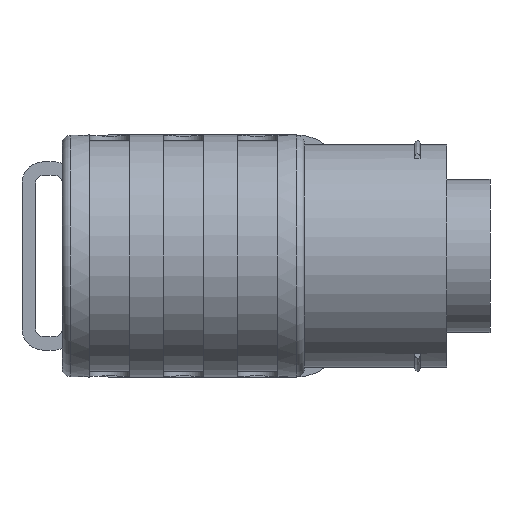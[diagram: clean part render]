
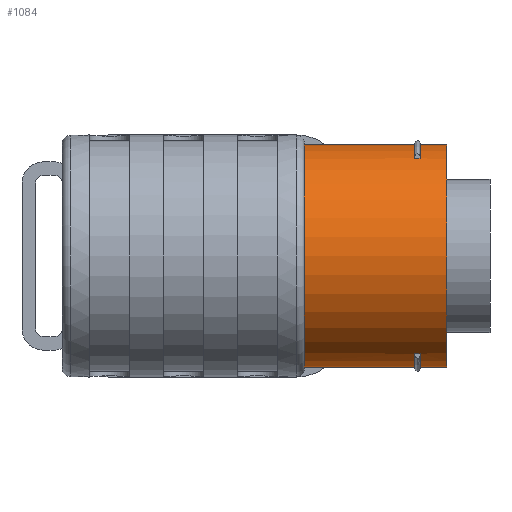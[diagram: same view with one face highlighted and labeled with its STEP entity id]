
A CAD part, front view. The second image highlights one B-rep face of the part: STEP entity #1084.
In plain terms, the highlighted cylindrical face has radius 4.15 mm (diameter 8.3 mm), a full revolution.
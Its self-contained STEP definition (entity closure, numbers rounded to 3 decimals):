
#568=LINE('',#6527,#840);
#569=LINE('',#6531,#841);
#570=LINE('',#6539,#842);
#571=LINE('',#6543,#843);
#840=VECTOR('',#5245,1.);
#841=VECTOR('',#5248,1.);
#842=VECTOR('',#5255,1.);
#843=VECTOR('',#5258,1.);
#1084=ADVANCED_FACE('',(#1434,#1435,#1436,#1437),#1326,.T.);
#1326=CYLINDRICAL_SURFACE('',#4499,4.15);
#1434=FACE_BOUND('',#1624,.T.);
#1435=FACE_BOUND('',#1625,.T.);
#1436=FACE_BOUND('',#1626,.T.);
#1437=FACE_BOUND('',#1627,.T.);
#1624=EDGE_LOOP('',(#2230,#2231,#2232,#2233));
#1625=EDGE_LOOP('',(#2234));
#1626=EDGE_LOOP('',(#2235));
#1627=EDGE_LOOP('',(#2236,#2237,#2238,#2239));
#2230=ORIENTED_EDGE('',*,*,#3684,.F.);
#2231=ORIENTED_EDGE('',*,*,#3685,.F.);
#2232=ORIENTED_EDGE('',*,*,#3686,.T.);
#2233=ORIENTED_EDGE('',*,*,#3687,.F.);
#2234=ORIENTED_EDGE('',*,*,#3688,.F.);
#2235=ORIENTED_EDGE('',*,*,#3689,.T.);
#2236=ORIENTED_EDGE('',*,*,#3690,.F.);
#2237=ORIENTED_EDGE('',*,*,#3691,.T.);
#2238=ORIENTED_EDGE('',*,*,#3692,.T.);
#2239=ORIENTED_EDGE('',*,*,#3693,.T.);
#3215=VERTEX_POINT('',#6525);
#3216=VERTEX_POINT('',#6526);
#3217=VERTEX_POINT('',#6528);
#3218=VERTEX_POINT('',#6530);
#3219=VERTEX_POINT('',#6533);
#3220=VERTEX_POINT('',#6535);
#3221=VERTEX_POINT('',#6537);
#3222=VERTEX_POINT('',#6538);
#3223=VERTEX_POINT('',#6540);
#3224=VERTEX_POINT('',#6542);
#3684=EDGE_CURVE('',#3215,#3216,#4197,.T.);
#3685=EDGE_CURVE('',#3217,#3215,#568,.T.);
#3686=EDGE_CURVE('',#3217,#3218,#4198,.T.);
#3687=EDGE_CURVE('',#3216,#3218,#569,.T.);
#3688=EDGE_CURVE('',#3219,#3219,#4199,.T.);
#3689=EDGE_CURVE('',#3220,#3220,#4200,.T.);
#3690=EDGE_CURVE('',#3221,#3222,#4201,.T.);
#3691=EDGE_CURVE('',#3221,#3223,#570,.T.);
#3692=EDGE_CURVE('',#3223,#3224,#4202,.T.);
#3693=EDGE_CURVE('',#3224,#3222,#571,.T.);
#4197=CIRCLE('',#4493,4.15);
#4198=CIRCLE('',#4494,4.15);
#4199=CIRCLE('',#4495,4.15);
#4200=CIRCLE('',#4496,4.15);
#4201=CIRCLE('',#4497,4.15);
#4202=CIRCLE('',#4498,4.15);
#4493=AXIS2_PLACEMENT_3D('',#6524,#5243,#5244);
#4494=AXIS2_PLACEMENT_3D('',#6529,#5246,#5247);
#4495=AXIS2_PLACEMENT_3D('',#6532,#5249,#5250);
#4496=AXIS2_PLACEMENT_3D('',#6534,#5251,#5252);
#4497=AXIS2_PLACEMENT_3D('',#6536,#5253,#5254);
#4498=AXIS2_PLACEMENT_3D('',#6541,#5256,#5257);
#4499=AXIS2_PLACEMENT_3D('',#6544,#5259,#5260);
#5243=DIRECTION('',(1.,0.,0.));
#5244=DIRECTION('',(0.,-1.,0.));
#5245=DIRECTION('',(-1.,0.,0.));
#5246=DIRECTION('',(1.,0.,0.));
#5247=DIRECTION('',(0.,-1.,0.));
#5248=DIRECTION('',(1.,0.,0.));
#5249=DIRECTION('',(1.,0.,0.));
#5250=DIRECTION('',(0.,1.,0.));
#5251=DIRECTION('',(1.,0.,0.));
#5252=DIRECTION('',(0.,1.,0.));
#5253=DIRECTION('',(1.,0.,0.));
#5254=DIRECTION('',(0.,-1.,0.));
#5255=DIRECTION('',(1.,0.,0.));
#5256=DIRECTION('',(1.,0.,0.));
#5257=DIRECTION('',(0.,-1.,0.));
#5258=DIRECTION('',(-1.,0.,0.));
#5259=DIRECTION('',(-1.,0.,0.));
#5260=DIRECTION('',(0.,1.,0.));
#6524=CARTESIAN_POINT('',(89.1,20.5,-3.5));
#6525=CARTESIAN_POINT('',(89.1,18.5,-7.136));
#6526=CARTESIAN_POINT('',(89.1,22.5,-7.136));
#6527=CARTESIAN_POINT('',(90.3,18.5,-7.136));
#6528=CARTESIAN_POINT('',(89.3,18.5,-7.136));
#6529=CARTESIAN_POINT('',(89.3,20.5,-3.5));
#6530=CARTESIAN_POINT('',(89.3,22.5,-7.136));
#6531=CARTESIAN_POINT('',(90.3,22.5,-7.136));
#6532=CARTESIAN_POINT('',(90.3,20.5,-3.5));
#6533=CARTESIAN_POINT('',(90.3,24.65,-3.5));
#6534=CARTESIAN_POINT('',(85.,20.5,-3.5));
#6535=CARTESIAN_POINT('',(85.,24.65,-3.5));
#6536=CARTESIAN_POINT('',(89.1,20.5,-3.5));
#6537=CARTESIAN_POINT('',(89.1,22.5,0.136));
#6538=CARTESIAN_POINT('',(89.1,18.5,0.136));
#6539=CARTESIAN_POINT('',(90.3,22.5,0.136));
#6540=CARTESIAN_POINT('',(89.3,22.5,0.136));
#6541=CARTESIAN_POINT('',(89.3,20.5,-3.5));
#6542=CARTESIAN_POINT('',(89.3,18.5,0.136));
#6543=CARTESIAN_POINT('',(90.3,18.5,0.136));
#6544=CARTESIAN_POINT('',(90.3,20.5,-3.5));
